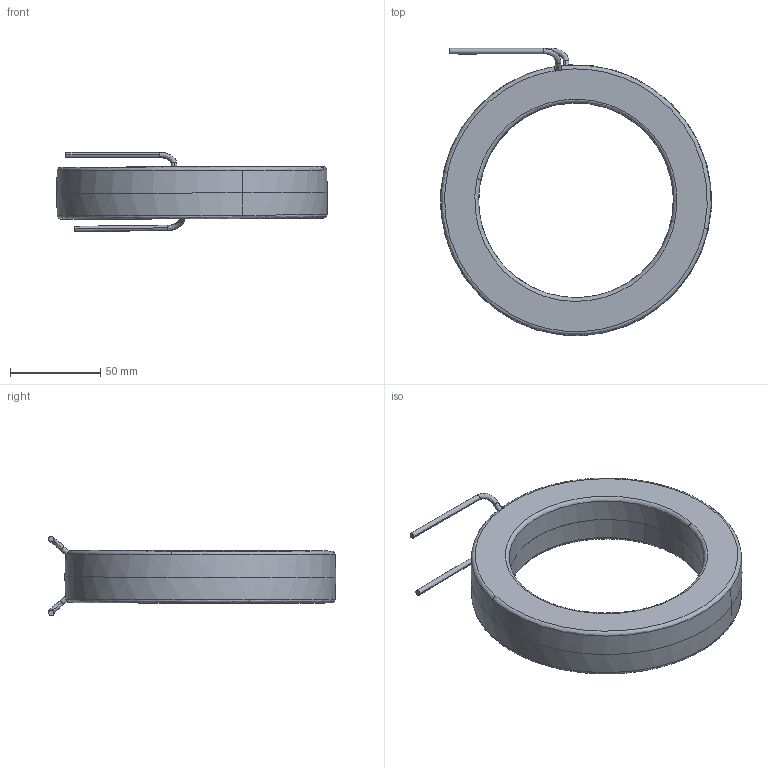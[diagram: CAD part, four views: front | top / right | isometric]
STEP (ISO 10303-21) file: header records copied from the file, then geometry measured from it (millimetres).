
FILE_DESCRIPTION (( 'STEP AP214' ), '1' );
FILE_NAME ('19RL-252.STEP', '2025-02-13T14:31:29', ( '' ), ( '' ), 'SwSTEP 2.0', 'SolidWorks 2021', '' );
FILE_SCHEMA (( 'AUTOMOTIVE_DESIGN' ));
Length unit declared in the file: inch
Products named in the file (1): 19RL-252
Bounding box: 150.03 x 159.5 x 44.06 mm (x, y, z)
Volume: 242733.6 mm3; surface area: 55080.7 mm2
Topology: 1 solids, 1 shells, 104 faces, 277 edges, 184 vertices
Faces by surface type: plane 52, bspline 22, cone 22, cylinder 8
Entity records: 4549 total; most frequent: CARTESIAN_POINT 2040, ORIENTED_EDGE 554, DIRECTION 458, EDGE_CURVE 277, VERTEX_POINT 184, AXIS2_PLACEMENT_3D 163, VECTOR 132, LINE 132
